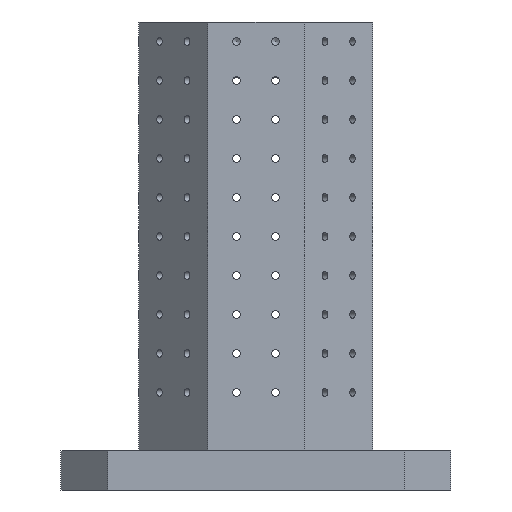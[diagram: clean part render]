
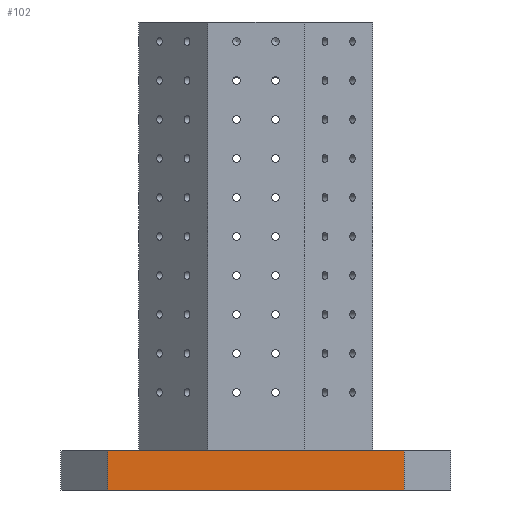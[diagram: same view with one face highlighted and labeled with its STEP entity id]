
A CAD part, left-side view. The second image highlights one B-rep face of the part: STEP entity #102.
In plain terms, the highlighted planar face has unit normal (-1, 0, 0).
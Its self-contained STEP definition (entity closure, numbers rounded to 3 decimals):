
#102 = ADVANCED_FACE( '', ( #641 ), #642, .F. );
#641 = FACE_OUTER_BOUND( '', #1832, .T. );
#642 = PLANE( '', #1833 );
#1832 = EDGE_LOOP( '', ( #3312, #3313, #3314, #3315 ) );
#1833 = AXIS2_PLACEMENT_3D( '', #3316, #3317, #3318 );
#3312 = ORIENTED_EDGE( '', *, *, #5500, .F. );
#3313 = ORIENTED_EDGE( '', *, *, #5501, .T. );
#3314 = ORIENTED_EDGE( '', *, *, #5374, .T. );
#3315 = ORIENTED_EDGE( '', *, *, #5095, .T. );
#3316 = CARTESIAN_POINT( '', ( -250., 250., 50. ) );
#3317 = DIRECTION( '', ( 1., 0., 0. ) );
#3318 = DIRECTION( '', ( 0., 1., 0. ) );
#5095 = EDGE_CURVE( '', #5793, #5790, #5794, .T. );
#5374 = EDGE_CURVE( '', #6328, #5793, #6329, .T. );
#5500 = EDGE_CURVE( '', #6557, #5790, #6558, .T. );
#5501 = EDGE_CURVE( '', #6557, #6328, #6559, .T. );
#5790 = VERTEX_POINT( '', #7026 );
#5793 = VERTEX_POINT( '', #7030 );
#5794 = LINE( '', #7031, #7032 );
#6328 = VERTEX_POINT( '', #7671 );
#6329 = LINE( '', #7672, #7673 );
#6557 = VERTEX_POINT( '', #7939 );
#6558 = LINE( '', #7940, #7941 );
#6559 = LINE( '', #7942, #7943 );
#7026 = CARTESIAN_POINT( '', ( -250., -190., 50. ) );
#7030 = CARTESIAN_POINT( '', ( -250., -190., 0. ) );
#7031 = CARTESIAN_POINT( '', ( -250., -190., 50. ) );
#7032 = VECTOR( '', #8763, 1000. );
#7671 = CARTESIAN_POINT( '', ( -250., 190., 0. ) );
#7672 = CARTESIAN_POINT( '', ( -250., 250., 0. ) );
#7673 = VECTOR( '', #9385, 1000. );
#7939 = CARTESIAN_POINT( '', ( -250., 190., 50. ) );
#7940 = CARTESIAN_POINT( '', ( -250., 250., 50. ) );
#7941 = VECTOR( '', #9685, 1000. );
#7942 = CARTESIAN_POINT( '', ( -250., 190., 50. ) );
#7943 = VECTOR( '', #9686, 1000. );
#8763 = DIRECTION( '', ( 0., 0., 1. ) );
#9385 = DIRECTION( '', ( 0., -1., 0. ) );
#9685 = DIRECTION( '', ( 0., -1., 0. ) );
#9686 = DIRECTION( '', ( 0., 0., -1. ) );
